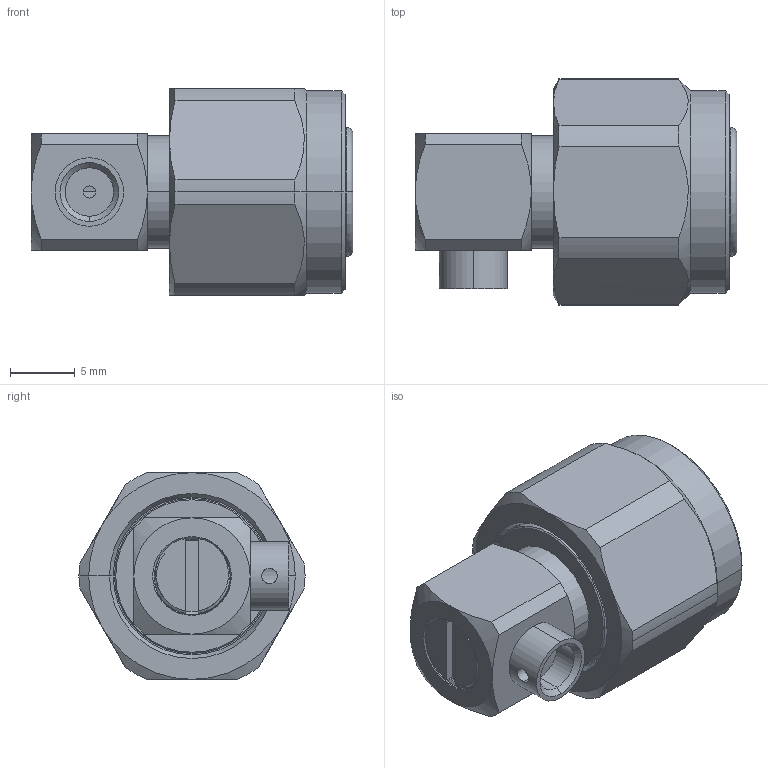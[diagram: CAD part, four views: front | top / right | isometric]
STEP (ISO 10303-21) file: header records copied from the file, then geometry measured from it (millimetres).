
FILE_DESCRIPTION (( 'STEP AP203' ), '1' );
FILE_NAME ('FMCN1936_3D.STEP', '2022-09-02T05:49:15', ( '' ), ( '' ), 'SwSTEP 2.0', 'SolidWorks 2021', '' );
FILE_SCHEMA (( 'CONFIG_CONTROL_DESIGN' ));
Length unit declared in the file: millimetre
Products named in the file (1): FMCN1936_3D
Bounding box: 24.9 x 17.5 x 16 mm (x, y, z)
Volume: 2761.2 mm3; surface area: 3662.6 mm2
Topology: 4 solids, 5 shells, 230 faces, 564 edges, 359 vertices
Faces by surface type: cylinder 107, plane 55, cone 48, torus 10, bspline 10
Entity records: 9965 total; most frequent: CARTESIAN_POINT 4644, ORIENTED_EDGE 1128, DIRECTION 1032, EDGE_CURVE 564, AXIS2_PLACEMENT_3D 425, VERTEX_POINT 359, EDGE_LOOP 259, FACE_OUTER_BOUND 230
